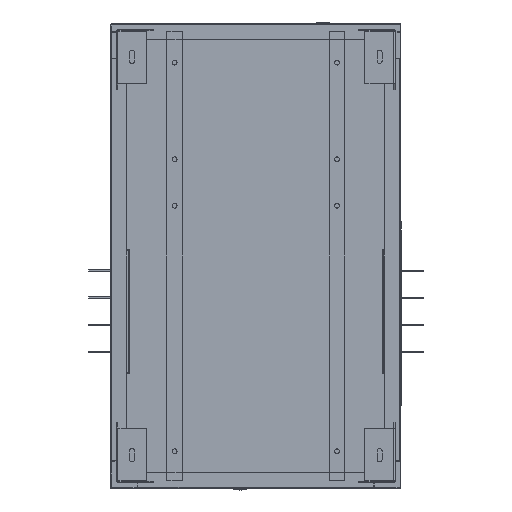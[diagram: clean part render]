
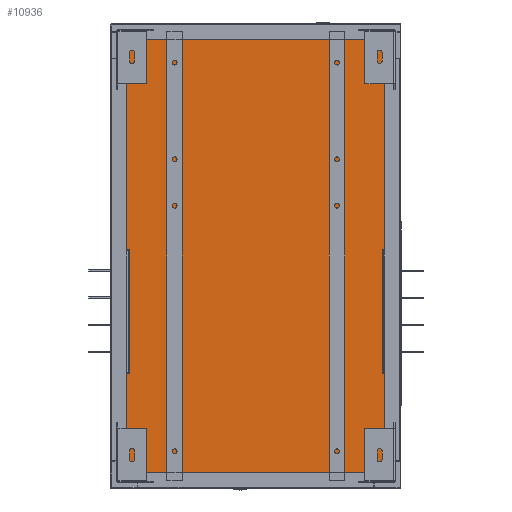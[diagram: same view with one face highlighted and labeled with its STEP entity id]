
A CAD part, front view. The second image highlights one B-rep face of the part: STEP entity #10936.
In plain terms, the highlighted face is planar.
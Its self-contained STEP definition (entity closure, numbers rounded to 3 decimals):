
#5015=FACE_BOUND('',#18882,.T.);
#5016=FACE_BOUND('',#18883,.T.);
#5017=FACE_BOUND('',#18884,.T.);
#5018=FACE_BOUND('',#18885,.T.);
#5019=FACE_BOUND('',#18886,.T.);
#8202=CIRCLE('',#61909,7.5);
#8204=CIRCLE('',#61912,7.5);
#8206=CIRCLE('',#61915,7.5);
#8208=CIRCLE('',#61918,7.5);
#8210=CIRCLE('',#61961,7.5);
#8211=CIRCLE('',#61962,7.5);
#8212=CIRCLE('',#61963,7.5);
#8213=CIRCLE('',#61964,7.5);
#10936=ADVANCED_FACE('NONE',(#5015,#5016,#5017,#5018,#5019),#13530,.T.);
#13530=PLANE('',#61965);
#18882=EDGE_LOOP('',(#27064,#27065,#27066,#27067));
#18883=EDGE_LOOP('',(#27068,#27069));
#18884=EDGE_LOOP('',(#27070,#27071));
#18885=EDGE_LOOP('',(#27072,#27073));
#18886=EDGE_LOOP('',(#27074,#27075));
#27064=ORIENTED_EDGE('',*,*,#45043,.F.);
#27065=ORIENTED_EDGE('',*,*,#45029,.F.);
#27066=ORIENTED_EDGE('',*,*,#45069,.F.);
#27067=ORIENTED_EDGE('',*,*,#45056,.F.);
#27068=ORIENTED_EDGE('',*,*,#44943,.T.);
#27069=ORIENTED_EDGE('',*,*,#45078,.T.);
#27070=ORIENTED_EDGE('',*,*,#44939,.T.);
#27071=ORIENTED_EDGE('',*,*,#45079,.T.);
#27072=ORIENTED_EDGE('',*,*,#44935,.T.);
#27073=ORIENTED_EDGE('',*,*,#45080,.T.);
#27074=ORIENTED_EDGE('',*,*,#44931,.T.);
#27075=ORIENTED_EDGE('',*,*,#45081,.T.);
#39095=VERTEX_POINT('',#87718);
#39097=VERTEX_POINT('',#87721);
#39099=VERTEX_POINT('',#87727);
#39101=VERTEX_POINT('',#87730);
#39103=VERTEX_POINT('',#87736);
#39105=VERTEX_POINT('',#87739);
#39107=VERTEX_POINT('',#87745);
#39109=VERTEX_POINT('',#87748);
#39161=VERTEX_POINT('',#88332);
#39162=VERTEX_POINT('',#88333);
#39169=VERTEX_POINT('',#88461);
#39175=VERTEX_POINT('',#88587);
#44931=EDGE_CURVE('NONE',#39097,#39095,#8202,.T.);
#44935=EDGE_CURVE('NONE',#39101,#39099,#8204,.T.);
#44939=EDGE_CURVE('NONE',#39105,#39103,#8206,.T.);
#44943=EDGE_CURVE('NONE',#39109,#39107,#8208,.T.);
#45029=EDGE_CURVE('NONE',#39161,#39162,#52017,.T.);
#45043=EDGE_CURVE('NONE',#39162,#39169,#52027,.T.);
#45056=EDGE_CURVE('NONE',#39169,#39175,#52036,.T.);
#45069=EDGE_CURVE('NONE',#39175,#39161,#52045,.T.);
#45078=EDGE_CURVE('NONE',#39107,#39109,#8210,.T.);
#45079=EDGE_CURVE('NONE',#39103,#39105,#8211,.T.);
#45080=EDGE_CURVE('NONE',#39099,#39101,#8212,.T.);
#45081=EDGE_CURVE('NONE',#39095,#39097,#8213,.T.);
#52017=LINE('',#88331,#56991);
#52027=LINE('',#88460,#57001);
#52036=LINE('',#88586,#57010);
#52045=LINE('',#88712,#57019);
#56991=VECTOR('',#71108,1.);
#57001=VECTOR('',#71124,1.);
#57010=VECTOR('',#71139,1.);
#57019=VECTOR('',#71154,1.);
#61909=AXIS2_PLACEMENT_3D('',#87720,#70952,#70953);
#61912=AXIS2_PLACEMENT_3D('',#87729,#70960,#70961);
#61915=AXIS2_PLACEMENT_3D('',#87738,#70968,#70969);
#61918=AXIS2_PLACEMENT_3D('',#87747,#70976,#70977);
#61961=AXIS2_PLACEMENT_3D('',#88829,#71163,#71164);
#61962=AXIS2_PLACEMENT_3D('',#88830,#71165,#71166);
#61963=AXIS2_PLACEMENT_3D('',#88831,#71167,#71168);
#61964=AXIS2_PLACEMENT_3D('',#88832,#71169,#71170);
#61965=AXIS2_PLACEMENT_3D('',#88833,#71171,#71172);
#70952=DIRECTION('',(0.,0.,-1.));
#70953=DIRECTION('',(1.,0.,0.));
#70960=DIRECTION('',(0.,0.,-1.));
#70961=DIRECTION('',(-1.,0.,0.));
#70968=DIRECTION('',(0.,0.,-1.));
#70969=DIRECTION('',(1.,0.,0.));
#70976=DIRECTION('',(0.,0.,-1.));
#70977=DIRECTION('',(-1.,0.,0.));
#71108=DIRECTION('',(0.,-1.,0.));
#71124=DIRECTION('',(-1.,0.,0.));
#71139=DIRECTION('',(0.,1.,0.));
#71154=DIRECTION('',(1.,0.,0.));
#71163=DIRECTION('',(0.,0.,-1.));
#71164=DIRECTION('',(-1.,0.,0.));
#71165=DIRECTION('',(0.,0.,-1.));
#71166=DIRECTION('',(1.,0.,0.));
#71167=DIRECTION('',(0.,0.,-1.));
#71168=DIRECTION('',(-1.,0.,0.));
#71169=DIRECTION('',(0.,0.,-1.));
#71170=DIRECTION('',(1.,0.,0.));
#71171=DIRECTION('',(0.,0.,1.));
#71172=DIRECTION('',(1.,0.,0.));
#87718=CARTESIAN_POINT('',(-342.5,575.,0.));
#87720=CARTESIAN_POINT('',(-350.,575.,0.));
#87721=CARTESIAN_POINT('',(-357.5,575.,0.));
#87727=CARTESIAN_POINT('',(357.5,575.,0.));
#87729=CARTESIAN_POINT('',(350.,575.,0.));
#87730=CARTESIAN_POINT('',(342.5,575.,0.));
#87736=CARTESIAN_POINT('',(357.5,-575.,0.));
#87738=CARTESIAN_POINT('',(350.,-575.,0.));
#87739=CARTESIAN_POINT('',(342.5,-575.,0.));
#87745=CARTESIAN_POINT('',(-342.5,-575.,0.));
#87747=CARTESIAN_POINT('',(-350.,-575.,0.));
#87748=CARTESIAN_POINT('',(-357.5,-575.,0.));
#88331=CARTESIAN_POINT('',(372.8,598.093,0.));
#88332=CARTESIAN_POINT('',(372.8,597.8,0.));
#88333=CARTESIAN_POINT('',(372.8,-597.8,0.));
#88460=CARTESIAN_POINT('',(373.093,-597.8,0.));
#88461=CARTESIAN_POINT('',(-372.8,-597.8,0.));
#88586=CARTESIAN_POINT('',(-372.8,-598.093,0.));
#88587=CARTESIAN_POINT('',(-372.8,597.8,0.));
#88712=CARTESIAN_POINT('',(-373.093,597.8,0.));
#88829=CARTESIAN_POINT('',(-350.,-575.,0.));
#88830=CARTESIAN_POINT('',(350.,-575.,0.));
#88831=CARTESIAN_POINT('',(350.,575.,0.));
#88832=CARTESIAN_POINT('',(-350.,575.,0.));
#88833=CARTESIAN_POINT('',(0.,0.,0.));
